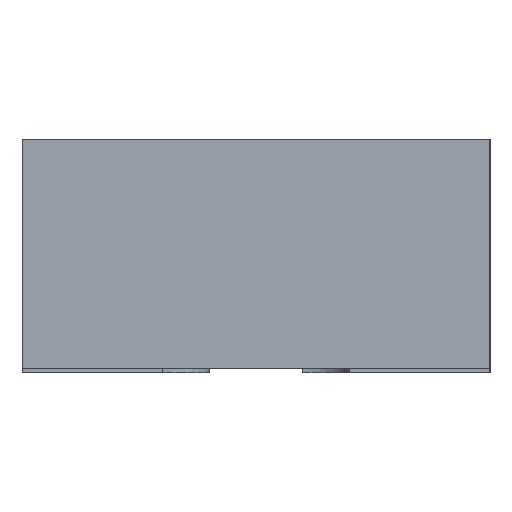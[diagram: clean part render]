
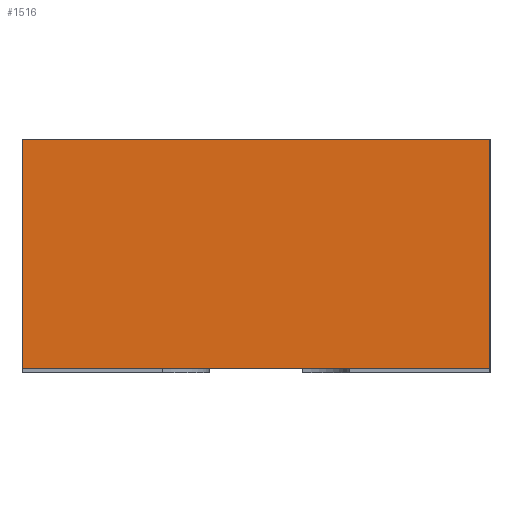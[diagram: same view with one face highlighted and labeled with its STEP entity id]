
A CAD part, left-side view. The second image highlights one B-rep face of the part: STEP entity #1516.
In plain terms, the highlighted planar face has unit normal (-1, 0, 0).
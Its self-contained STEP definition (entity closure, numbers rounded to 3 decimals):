
#51 = EDGE_CURVE ( 'NONE', #7991, #538, #401, .T. ) ;
#319 = EDGE_LOOP ( 'NONE', ( #2574, #2585, #2591, #2662 ) ) ;
#338 = VECTOR ( 'NONE', #2641, 1000. ) ;
#401 = LINE ( 'NONE', #2731, #338 ) ;
#538 = VERTEX_POINT ( 'NONE', #3933 ) ;
#643 = EDGE_CURVE ( 'NONE', #7991, #4912, #3930, .T. ) ;
#1516 = ADVANCED_FACE ( 'NONE', ( #3213 ), #4375, .F. ) ;
#2153 = CARTESIAN_POINT ( 'NONE',  ( -1.25, -0.5, 0.01 ) ) ;
#2278 = EDGE_CURVE ( 'NONE', #538, #5303, #8346, .T. ) ;
#2574 = ORIENTED_EDGE ( 'NONE', *, *, #6675, .T. ) ;
#2585 = ORIENTED_EDGE ( 'NONE', *, *, #2278, .F. ) ;
#2591 = ORIENTED_EDGE ( 'NONE', *, *, #51, .F. ) ;
#2641 = DIRECTION ( 'NONE',  ( 0., -1., 0. ) ) ;
#2662 = ORIENTED_EDGE ( 'NONE', *, *, #643, .T. ) ;
#2731 = CARTESIAN_POINT ( 'NONE',  ( -1.25, 0.5, 0.5 ) ) ;
#2743 = DIRECTION ( 'NONE',  ( 0., 0., -1. ) ) ;
#2907 = VECTOR ( 'NONE', #6484, 1000. ) ;
#3055 = VECTOR ( 'NONE', #2743, 1000. ) ;
#3213 = FACE_OUTER_BOUND ( 'NONE', #319, .T. ) ;
#3361 = CARTESIAN_POINT ( 'NONE',  ( -1.25, 0.5, 0.5 ) ) ;
#3930 = LINE ( 'NONE', #3361, #3055 ) ;
#3933 = CARTESIAN_POINT ( 'NONE',  ( -1.25, -0.5, 0.5 ) ) ;
#4227 = DIRECTION ( 'NONE',  ( 0., 1., 0. ) ) ;
#4238 = DIRECTION ( 'NONE',  ( 1., 0., 0. ) ) ;
#4375 = PLANE ( 'NONE',  #7065 ) ;
#4391 = CARTESIAN_POINT ( 'NONE',  ( -1.25, 0.5, 0.5 ) ) ;
#4627 = LINE ( 'NONE', #6568, #2907 ) ;
#4912 = VERTEX_POINT ( 'NONE', #5413 ) ;
#4916 = DIRECTION ( 'NONE',  ( 0., 0., -1. ) ) ;
#5303 = VERTEX_POINT ( 'NONE', #2153 ) ;
#5413 = CARTESIAN_POINT ( 'NONE',  ( -1.25, 0.5, 0.01 ) ) ;
#5456 = CARTESIAN_POINT ( 'NONE',  ( -1.25, 0.5, 0.5 ) ) ;
#5553 = CARTESIAN_POINT ( 'NONE',  ( -1.25, -0.5, 0.5 ) ) ;
#6484 = DIRECTION ( 'NONE',  ( 0., -1., 0. ) ) ;
#6568 = CARTESIAN_POINT ( 'NONE',  ( -1.25, 0.5, 0.01 ) ) ;
#6675 = EDGE_CURVE ( 'NONE', #4912, #5303, #4627, .T. ) ;
#7065 = AXIS2_PLACEMENT_3D ( 'NONE', #4391, #4238, #4227 ) ;
#7991 = VERTEX_POINT ( 'NONE', #5456 ) ;
#8346 = LINE ( 'NONE', #5553, #8362 ) ;
#8362 = VECTOR ( 'NONE', #4916, 1000. ) ;
